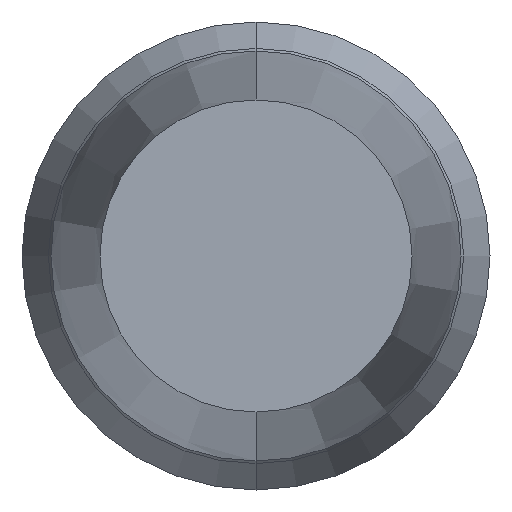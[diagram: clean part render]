
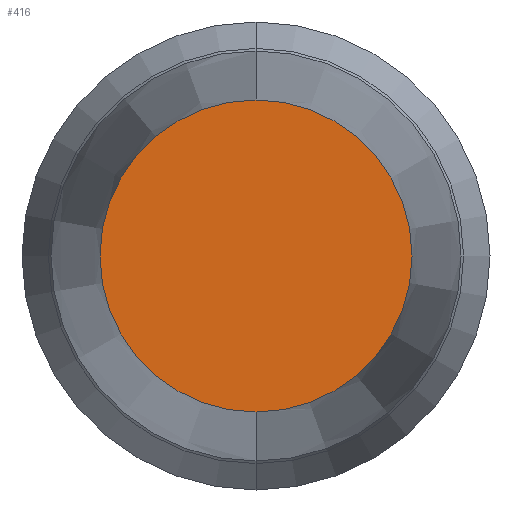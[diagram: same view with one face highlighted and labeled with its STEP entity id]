
A CAD part, front view. The second image highlights one B-rep face of the part: STEP entity #416.
In plain terms, the highlighted planar face has unit normal (0, -1, 0).
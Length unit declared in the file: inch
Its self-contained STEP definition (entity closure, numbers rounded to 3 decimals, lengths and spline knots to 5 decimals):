
#5 = CARTESIAN_POINT ( 'NONE',  ( 0., 0., 0. ) ) ;
#8 = DIRECTION ( 'NONE',  ( 0., -1., 0. ) ) ;
#37 = CARTESIAN_POINT ( 'NONE',  ( 0., 0., 0. ) ) ;
#60 = DIRECTION ( 'NONE',  ( 0., 0., -1. ) ) ;
#65 = CARTESIAN_POINT ( 'NONE',  ( 0., 0., -0.0625 ) ) ;
#74 = VERTEX_POINT ( 'NONE', #277 ) ;
#76 = EDGE_CURVE ( 'NONE', #240, #74, #81, .T. ) ;
#80 = EDGE_CURVE ( 'NONE', #74, #240, #321, .T. ) ;
#81 = CIRCLE ( 'NONE', #146, 0.0625 ) ;
#146 = AXIS2_PLACEMENT_3D ( 'NONE', #37, #318, #60 ) ;
#200 = CARTESIAN_POINT ( 'NONE',  ( 0., 0., 0. ) ) ;
#206 = ORIENTED_EDGE ( 'NONE', *, *, #76, .T. ) ;
#233 = AXIS2_PLACEMENT_3D ( 'NONE', #200, #389, #271 ) ;
#240 = VERTEX_POINT ( 'NONE', #65 ) ;
#262 = FACE_OUTER_BOUND ( 'NONE', #273, .T. ) ;
#271 = DIRECTION ( 'NONE',  ( 0., 0., -1. ) ) ;
#273 = EDGE_LOOP ( 'NONE', ( #343, #206 ) ) ;
#277 = CARTESIAN_POINT ( 'NONE',  ( 0., 0., 0.0625 ) ) ;
#318 = DIRECTION ( 'NONE',  ( 0., -1., 0. ) ) ;
#321 = CIRCLE ( 'NONE', #400, 0.0625 ) ;
#343 = ORIENTED_EDGE ( 'NONE', *, *, #80, .T. ) ;
#389 = DIRECTION ( 'NONE',  ( 0., -1., 0. ) ) ;
#400 = AXIS2_PLACEMENT_3D ( 'NONE', #5, #8, #430 ) ;
#416 = ADVANCED_FACE ( 'NONE', ( #262 ), #451, .T. ) ;
#430 = DIRECTION ( 'NONE',  ( 0., 0., -1. ) ) ;
#451 = PLANE ( 'NONE',  #233 ) ;
